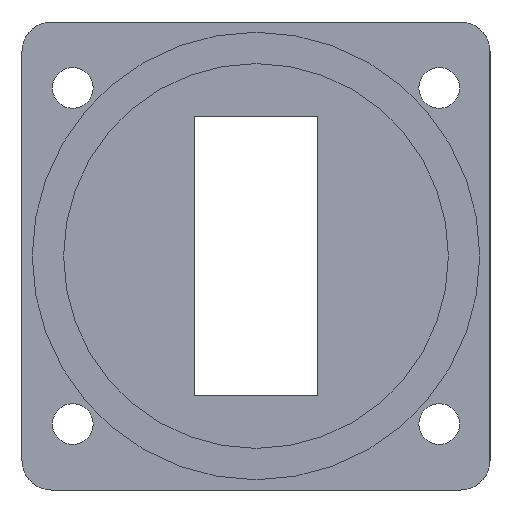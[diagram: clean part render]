
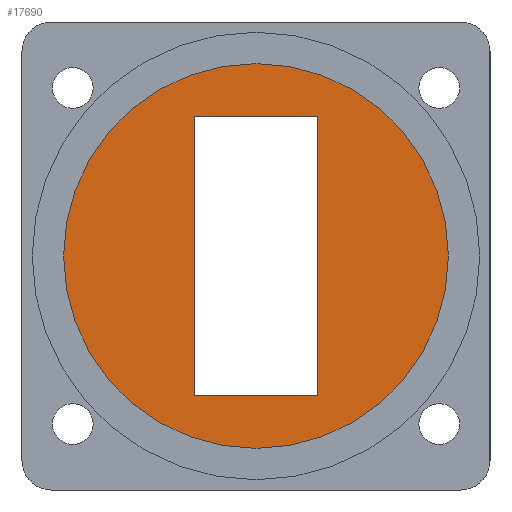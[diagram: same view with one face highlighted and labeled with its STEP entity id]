
A CAD part, left-side view. The second image highlights one B-rep face of the part: STEP entity #17690.
In plain terms, the highlighted planar face has unit normal (-1, 0, 0).
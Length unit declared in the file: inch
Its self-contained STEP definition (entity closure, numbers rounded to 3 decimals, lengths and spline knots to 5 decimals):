
#1198 = ORIENTED_EDGE ( 'NONE', *, *, #10335, .T. ) ;
#4281 = EDGE_CURVE ( 'NONE', #12427, #13190, #28727, .T. ) ;
#4743 = CARTESIAN_POINT ( 'NONE',  ( -4.33071, 0., 0. ) ) ;
#5413 = CARTESIAN_POINT ( 'NONE',  ( -4.33071, 0., 0.77362 ) ) ;
#5560 = LINE ( 'NONE', #15256, #26630 ) ;
#6559 = EDGE_LOOP ( 'NONE', ( #27439, #1198 ) ) ;
#8063 = LINE ( 'NONE', #20303, #10948 ) ;
#8814 = ORIENTED_EDGE ( 'NONE', *, *, #24008, .F. ) ;
#9267 = EDGE_CURVE ( 'NONE', #15690, #18823, #31456, .T. ) ;
#9353 = CARTESIAN_POINT ( 'NONE',  ( -4.33071, 0., 0. ) ) ;
#9489 = ORIENTED_EDGE ( 'NONE', *, *, #4281, .F. ) ;
#9559 = VERTEX_POINT ( 'NONE', #18232 ) ;
#10335 = EDGE_CURVE ( 'NONE', #18823, #15690, #26897, .T. ) ;
#10625 = CARTESIAN_POINT ( 'NONE',  ( -4.33071, 0., 0. ) ) ;
#10736 = DIRECTION ( 'NONE',  ( 0., 0., -1. ) ) ;
#10786 = DIRECTION ( 'NONE',  ( 1., 0., 0. ) ) ;
#10948 = VECTOR ( 'NONE', #13141, 39.37008 ) ;
#11202 = CARTESIAN_POINT ( 'NONE',  ( -4.33071, 0.2485, -0.561 ) ) ;
#12427 = VERTEX_POINT ( 'NONE', #31407 ) ;
#12854 = PLANE ( 'NONE',  #15822 ) ;
#13141 = DIRECTION ( 'NONE',  ( 0., -1., 0. ) ) ;
#13190 = VERTEX_POINT ( 'NONE', #14854 ) ;
#13533 = EDGE_LOOP ( 'NONE', ( #8814, #29484, #9489, #20775 ) ) ;
#13792 = DIRECTION ( 'NONE',  ( -1., 0., 0. ) ) ;
#14854 = CARTESIAN_POINT ( 'NONE',  ( -4.33071, -0.2485, 0.561 ) ) ;
#15256 = CARTESIAN_POINT ( 'NONE',  ( -4.33071, -0.2485, 0.561 ) ) ;
#15690 = VERTEX_POINT ( 'NONE', #5413 ) ;
#15822 = AXIS2_PLACEMENT_3D ( 'NONE', #10625, #10786, #20175 ) ;
#16678 = DIRECTION ( 'NONE',  ( -1., 0., 0. ) ) ;
#17690 = ADVANCED_FACE ( 'NONE', ( #17785, #24962 ), #12854, .F. ) ;
#17785 = FACE_BOUND ( 'NONE', #13533, .T. ) ;
#18232 = CARTESIAN_POINT ( 'NONE',  ( -4.33071, 0.2485, -0.561 ) ) ;
#18823 = VERTEX_POINT ( 'NONE', #21376 ) ;
#19305 = CARTESIAN_POINT ( 'NONE',  ( -4.33071, -0.2485, -0.561 ) ) ;
#20175 = DIRECTION ( 'NONE',  ( 0., 1., 0. ) ) ;
#20303 = CARTESIAN_POINT ( 'NONE',  ( -4.33071, -0.2485, -0.561 ) ) ;
#20775 = ORIENTED_EDGE ( 'NONE', *, *, #21053, .F. ) ;
#21040 = VERTEX_POINT ( 'NONE', #27663 ) ;
#21053 = EDGE_CURVE ( 'NONE', #9559, #12427, #8063, .T. ) ;
#21089 = LINE ( 'NONE', #11202, #29559 ) ;
#21376 = CARTESIAN_POINT ( 'NONE',  ( -4.33071, 0., -0.77362 ) ) ;
#21847 = AXIS2_PLACEMENT_3D ( 'NONE', #9353, #13792, #23358 ) ;
#21854 = DIRECTION ( 'NONE',  ( 0., 0., 1. ) ) ;
#22022 = VECTOR ( 'NONE', #21854, 39.37008 ) ;
#22270 = AXIS2_PLACEMENT_3D ( 'NONE', #4743, #16678, #26550 ) ;
#23358 = DIRECTION ( 'NONE',  ( 0., 0., 1. ) ) ;
#24008 = EDGE_CURVE ( 'NONE', #21040, #9559, #21089, .T. ) ;
#24962 = FACE_OUTER_BOUND ( 'NONE', #6559, .T. ) ;
#24985 = DIRECTION ( 'NONE',  ( 0., 1., 0. ) ) ;
#26199 = EDGE_CURVE ( 'NONE', #13190, #21040, #5560, .T. ) ;
#26550 = DIRECTION ( 'NONE',  ( 0., 0., 1. ) ) ;
#26630 = VECTOR ( 'NONE', #24985, 39.37008 ) ;
#26897 = CIRCLE ( 'NONE', #21847, 0.77362 ) ;
#27439 = ORIENTED_EDGE ( 'NONE', *, *, #9267, .T. ) ;
#27663 = CARTESIAN_POINT ( 'NONE',  ( -4.33071, 0.2485, 0.561 ) ) ;
#28727 = LINE ( 'NONE', #19305, #22022 ) ;
#29484 = ORIENTED_EDGE ( 'NONE', *, *, #26199, .F. ) ;
#29559 = VECTOR ( 'NONE', #10736, 39.37008 ) ;
#31407 = CARTESIAN_POINT ( 'NONE',  ( -4.33071, -0.2485, -0.561 ) ) ;
#31456 = CIRCLE ( 'NONE', #22270, 0.77362 ) ;
